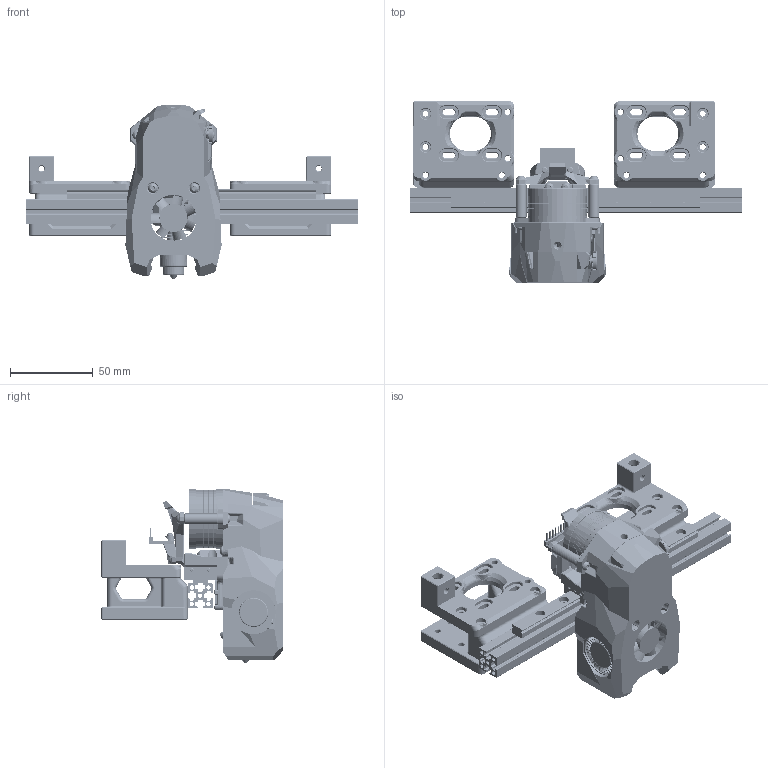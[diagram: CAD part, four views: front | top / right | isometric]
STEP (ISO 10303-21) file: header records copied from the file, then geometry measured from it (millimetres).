
FILE_DESCRIPTION(/* description */ (''),/* implementation_level */ '2;1');
FILE_NAME(/* name */ 'V0.2_MGN9C_X.step',/* time_stamp */ '2023-01-11T16:06:11-08:00',/* author */ (''),/* organization */ (''),/* preprocessor_version */ 'ST-DEVELOPER v19.2',/* originating_system */ 'Autodesk Translation Framework v11.17.0.187',/* authorisation */ '');
FILE_SCHEMA (('AUTOMOTIVE_DESIGN { 1 0 10303 214 3 1 1 }'));
Products named in the file (97): MGN9C; Mini Stealthburner; Printed Parts (12); Extruder; Shuttle; Latch; Guidler; Extriuder Midbody; X Carriage; Strain Relief Spacers; Strain Relief Spacer; Strain Relief Plate; Hotend Mounts; Revo Voron Mount; Motor Plate; Front Cowling; Logo Insert (1); 36mm Round Stepper Motor; Extruder Hardware; Tensioner Spring Assembly; Tensioner Screw; Tensioner Spring; BMG Components; Idler Gear Assembly; Idler Gear Shaft; Idler Gear; Needle Bearing; Drive Gear; 50 Tooth Gear; MR85 Bearing; Hardware (12); Screws (15); M2x6 FHCS (1); M3x16 BHCS (1); M2x10 Self Tapper (4); M3x6 BHCS (5); M3x8 FHCS; M3x10 BHCS (8); M3x25 BHCS (1); M3x35 BHCS (4) ...
Assembly tree (139 placements, depth 7):
  MGN9C
    Mini Stealthburner
      Printed Parts (12)
        Extruder
          Shuttle
          Latch
          Guidler
          Extriuder Midbody
        X Carriage
        Strain Relief Spacers
          Strain Relief Spacer  x2
        Strain Relief Plate
        Hotend Mounts
          Revo Voron Mount
        Motor Plate
        Front Cowling
          Logo Insert (1)
      36mm Round Stepper Motor
      Extruder Hardware
        Tensioner Spring Assembly
          Tensioner Screw
          Tensioner Spring
        BMG Components
          Idler Gear Assembly
            Idler Gear Shaft
            Needle Bearing  x2
            Idler Gear
          MR85 Bearing  x2
          Drive Gear
          50 Tooth Gear
      Hardware (12)
        Screws (15)
          M2x6 FHCS (1)
          M3x6 BHCS (5)  x4
          M3x8 FHCS  x2
          M3x8 BHCS (3)  x2
          M3x10 BHCS (8)  x5
          M3x16 BHCS (1)
          M3x25 BHCS (1)  x3
          M3x35 BHCS (4)  x2
          M2x10 Self Tapper (4)
          M3x6 BHCS-1 (1) (1)
          M3x6 BHCS-1 (1) (1) (1)  x4
        Nuts (17)
          M3 Hexnut (11)  x3
          Makerbeam T Nut  x2
        Threaded Inserts (7)
          M3 Threaded Insert (5)  x15
      Fans
        3010 DC Axial Fan
        3010 DC Blower Fan  x2
      Hotend Assembly
        Revo Voron
          Hardware (27)
            Screws (27)
              M3x8 BHCS (3)  x4
        PTFE Tube
      Nozzle LEDs
        Adafruit Sequin
          PCB
Bounding box: 200 x 109.19 x 105.35 mm (x, y, z)
Volume: 283922.3 mm3; surface area: 187883.4 mm2
Topology: 137 solids, 141 shells, 10965 faces, 29371 edges, 18892 vertices
Faces by surface type: plane 3686, cylinder 3499, bspline 2600, cone 1022, torus 106, sphere 52
Full cylindrical faces by diameter (mm): 0.71 x1, 0.8 x8, 1 x14, 1.2 x2, 1.28 x33, 1.6 x2, 1.7 x1, 1.8 x2, 2 x5, 2.2 x27, 2.3 x6, 2.4 x2, 2.5 x17, 2.55 x5, 2.8 x2, 3 x51, 3.1 x8, 3.2 x9, 3.3 x2, 3.4 x58, 3.5 x1, 3.7 x1, 3.75 x3, 4 x3, 4.1 x1, 4.2 x3, 4.6 x3, 4.7 x21, 5 x4, 5.05 x17
Entity records: 257561 total; most frequent: CARTESIAN_POINT 87740, ORIENTED_EDGE 35478, DIRECTION 34660, EDGE_CURVE 17739, AXIS2_PLACEMENT_3D 12252, VERTEX_POINT 11288, LINE 10156, VECTOR 10156
